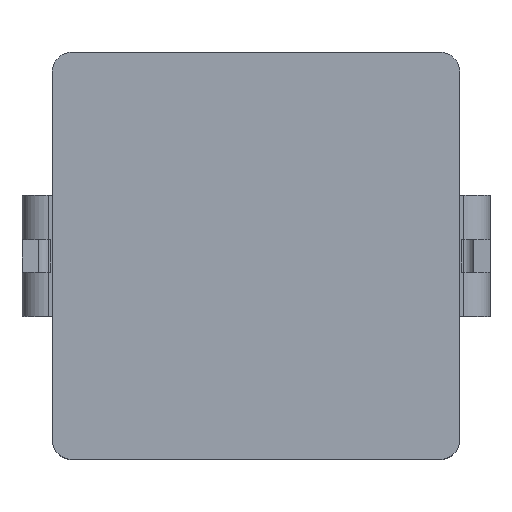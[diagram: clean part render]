
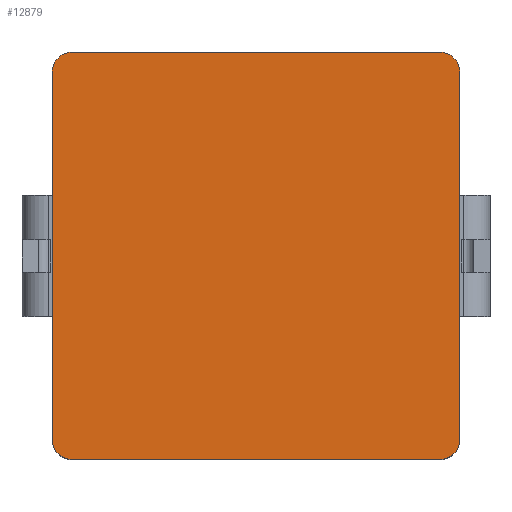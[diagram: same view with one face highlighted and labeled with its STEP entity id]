
A CAD part, top view. The second image highlights one B-rep face of the part: STEP entity #12879.
In plain terms, the highlighted planar face has unit normal (0, 0, 1).
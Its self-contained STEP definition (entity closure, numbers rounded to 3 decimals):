
#120 = AXIS2_PLACEMENT_3D ( 'NONE', #9425, #3253, #1184 ) ;
#515 = DIRECTION ( 'NONE',  ( -1., 0., 0. ) ) ;
#519 = DIRECTION ( 'NONE',  ( 0., 0., -1. ) ) ;
#647 = CARTESIAN_POINT ( 'NONE',  ( -5.05, -4.55, 4.2 ) ) ;
#749 = AXIS2_PLACEMENT_3D ( 'NONE', #8036, #6952, #10883 ) ;
#799 = VERTEX_POINT ( 'NONE', #6661 ) ;
#1027 = VECTOR ( 'NONE', #6246, 1000. ) ;
#1144 = PLANE ( 'NONE',  #11026 ) ;
#1184 = DIRECTION ( 'NONE',  ( -1., 0., 0. ) ) ;
#1204 = DIRECTION ( 'NONE',  ( -1., 0., 0. ) ) ;
#1375 = DIRECTION ( 'NONE',  ( -1., 0., 0. ) ) ;
#1635 = VERTEX_POINT ( 'NONE', #7698 ) ;
#1972 = EDGE_CURVE ( 'NONE', #799, #12109, #13288, .T. ) ;
#2173 = EDGE_CURVE ( 'NONE', #9600, #11563, #12636, .T. ) ;
#2195 = CARTESIAN_POINT ( 'NONE',  ( 4.55, 5.05, 4.2 ) ) ;
#2396 = CARTESIAN_POINT ( 'NONE',  ( 4.55, 4.55, 4.2 ) ) ;
#2593 = CARTESIAN_POINT ( 'NONE',  ( -5.05, 4.55, 4.2 ) ) ;
#3253 = DIRECTION ( 'NONE',  ( 0., 0., 1. ) ) ;
#3304 = CARTESIAN_POINT ( 'NONE',  ( -4.55, 4.55, 4.2 ) ) ;
#3483 = CARTESIAN_POINT ( 'NONE',  ( 0., 0., 4.2 ) ) ;
#3836 = CARTESIAN_POINT ( 'NONE',  ( -5.05, -5.05, 4.2 ) ) ;
#3902 = CIRCLE ( 'NONE', #5960, 0.5 ) ;
#3955 = EDGE_CURVE ( 'NONE', #12422, #10746, #10258, .T. ) ;
#4124 = ORIENTED_EDGE ( 'NONE', *, *, #13171, .T. ) ;
#4177 = ORIENTED_EDGE ( 'NONE', *, *, #13256, .T. ) ;
#4788 = DIRECTION ( 'NONE',  ( 0., 1., 0. ) ) ;
#4813 = VECTOR ( 'NONE', #13330, 1000. ) ;
#5240 = CARTESIAN_POINT ( 'NONE',  ( -5.05, 5.05, 4.2 ) ) ;
#5348 = ORIENTED_EDGE ( 'NONE', *, *, #2173, .T. ) ;
#5871 = LINE ( 'NONE', #11035, #10142 ) ;
#5960 = AXIS2_PLACEMENT_3D ( 'NONE', #2396, #6639, #1204 ) ;
#6012 = CARTESIAN_POINT ( 'NONE',  ( -4.55, -5.05, 4.2 ) ) ;
#6174 = LINE ( 'NONE', #12450, #1027 ) ;
#6246 = DIRECTION ( 'NONE',  ( 1., 0., 0. ) ) ;
#6639 = DIRECTION ( 'NONE',  ( 0., 0., 1. ) ) ;
#6661 = CARTESIAN_POINT ( 'NONE',  ( -4.55, 5.05, 4.2 ) ) ;
#6952 = DIRECTION ( 'NONE',  ( 0., 0., 1. ) ) ;
#7347 = ORIENTED_EDGE ( 'NONE', *, *, #1972, .T. ) ;
#7502 = VERTEX_POINT ( 'NONE', #2195 ) ;
#7698 = CARTESIAN_POINT ( 'NONE',  ( 5.05, 4.55, 4.2 ) ) ;
#8036 = CARTESIAN_POINT ( 'NONE',  ( -4.55, -4.55, 4.2 ) ) ;
#8089 = ORIENTED_EDGE ( 'NONE', *, *, #12248, .T. ) ;
#8166 = EDGE_CURVE ( 'NONE', #11563, #12422, #6174, .T. ) ;
#8316 = ORIENTED_EDGE ( 'NONE', *, *, #3955, .T. ) ;
#8534 = FACE_OUTER_BOUND ( 'NONE', #8689, .T. ) ;
#8689 = EDGE_LOOP ( 'NONE', ( #12341, #8316, #12574, #4124, #8089, #7347, #4177, #5348 ) ) ;
#9246 = CARTESIAN_POINT ( 'NONE',  ( 5.05, -4.55, 4.2 ) ) ;
#9425 = CARTESIAN_POINT ( 'NONE',  ( 4.55, -4.55, 4.2 ) ) ;
#9600 = VERTEX_POINT ( 'NONE', #647 ) ;
#9770 = AXIS2_PLACEMENT_3D ( 'NONE', #3304, #12685, #1375 ) ;
#9974 = DIRECTION ( 'NONE',  ( -1., 0., 0. ) ) ;
#10116 = VECTOR ( 'NONE', #515, 1000. ) ;
#10142 = VECTOR ( 'NONE', #4788, 1000. ) ;
#10258 = CIRCLE ( 'NONE', #120, 0.5 ) ;
#10431 = LINE ( 'NONE', #5240, #10116 ) ;
#10746 = VERTEX_POINT ( 'NONE', #9246 ) ;
#10882 = CARTESIAN_POINT ( 'NONE',  ( 4.55, -5.05, 4.2 ) ) ;
#10883 = DIRECTION ( 'NONE',  ( -1., 0., 0. ) ) ;
#11026 = AXIS2_PLACEMENT_3D ( 'NONE', #3483, #519, #9974 ) ;
#11035 = CARTESIAN_POINT ( 'NONE',  ( 5.05, -5.05, 4.2 ) ) ;
#11563 = VERTEX_POINT ( 'NONE', #6012 ) ;
#12109 = VERTEX_POINT ( 'NONE', #2593 ) ;
#12172 = LINE ( 'NONE', #3836, #4813 ) ;
#12248 = EDGE_CURVE ( 'NONE', #7502, #799, #10431, .T. ) ;
#12341 = ORIENTED_EDGE ( 'NONE', *, *, #8166, .T. ) ;
#12422 = VERTEX_POINT ( 'NONE', #10882 ) ;
#12450 = CARTESIAN_POINT ( 'NONE',  ( -5.05, -5.05, 4.2 ) ) ;
#12458 = EDGE_CURVE ( 'NONE', #10746, #1635, #5871, .T. ) ;
#12574 = ORIENTED_EDGE ( 'NONE', *, *, #12458, .T. ) ;
#12636 = CIRCLE ( 'NONE', #749, 0.5 ) ;
#12685 = DIRECTION ( 'NONE',  ( 0., 0., 1. ) ) ;
#12879 = ADVANCED_FACE ( 'NONE', ( #8534 ), #1144, .F. ) ;
#13171 = EDGE_CURVE ( 'NONE', #1635, #7502, #3902, .T. ) ;
#13256 = EDGE_CURVE ( 'NONE', #12109, #9600, #12172, .T. ) ;
#13288 = CIRCLE ( 'NONE', #9770, 0.5 ) ;
#13330 = DIRECTION ( 'NONE',  ( 0., -1., 0. ) ) ;
